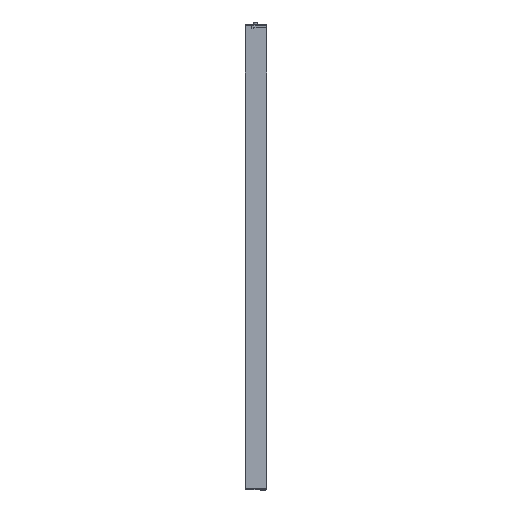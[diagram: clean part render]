
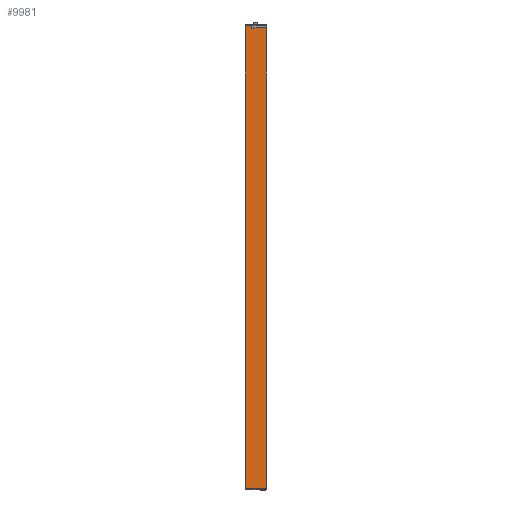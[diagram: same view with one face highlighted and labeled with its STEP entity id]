
A CAD part, left-side view. The second image highlights one B-rep face of the part: STEP entity #9981.
In plain terms, the highlighted planar face has unit normal (-1, 0, 0).
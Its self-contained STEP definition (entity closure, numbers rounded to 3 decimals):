
#957 = DIRECTION ( 'NONE',  ( 1., 0., 0. ) ) ;
#2268 = LINE ( 'NONE', #79036, #78401 ) ;
#2896 = DIRECTION ( 'NONE',  ( 0., 0., -1. ) ) ;
#5703 = LINE ( 'NONE', #36927, #61363 ) ;
#8805 = LINE ( 'NONE', #36196, #46231 ) ;
#9981 = ADVANCED_FACE ( 'NONE', ( #39320 ), #45245, .F. ) ;
#10058 = VERTEX_POINT ( 'NONE', #22001 ) ;
#10282 = ORIENTED_EDGE ( 'NONE', *, *, #74856, .T. ) ;
#11903 = EDGE_CURVE ( 'NONE', #45160, #12066, #5703, .T. ) ;
#12066 = VERTEX_POINT ( 'NONE', #57581 ) ;
#12497 = AXIS2_PLACEMENT_3D ( 'NONE', #38912, #957, #57505 ) ;
#15139 = ORIENTED_EDGE ( 'NONE', *, *, #23294, .F. ) ;
#16686 = DIRECTION ( 'NONE',  ( 0., -1., 0. ) ) ;
#22001 = CARTESIAN_POINT ( 'NONE',  ( -5.75, 0.2, 830. ) ) ;
#23294 = EDGE_CURVE ( 'NONE', #75838, #10058, #2268, .T. ) ;
#24501 = CARTESIAN_POINT ( 'NONE',  ( -5.75, 37.8, 0. ) ) ;
#32703 = CARTESIAN_POINT ( 'NONE',  ( -5.75, 0.2, 830. ) ) ;
#33131 = DIRECTION ( 'NONE',  ( 0., 0., 1. ) ) ;
#36196 = CARTESIAN_POINT ( 'NONE',  ( -5.75, 37.8, 830. ) ) ;
#36927 = CARTESIAN_POINT ( 'NONE',  ( -5.75, 0., 0. ) ) ;
#38912 = CARTESIAN_POINT ( 'NONE',  ( -5.75, 0., 830. ) ) ;
#39320 = FACE_OUTER_BOUND ( 'NONE', #62680, .T. ) ;
#45160 = VERTEX_POINT ( 'NONE', #24501 ) ;
#45245 = PLANE ( 'NONE',  #12497 ) ;
#46231 = VECTOR ( 'NONE', #2896, 1000. ) ;
#53729 = DIRECTION ( 'NONE',  ( 0., -1., 0. ) ) ;
#53844 = EDGE_CURVE ( 'NONE', #12066, #10058, #78244, .T. ) ;
#53868 = ORIENTED_EDGE ( 'NONE', *, *, #11903, .T. ) ;
#57505 = DIRECTION ( 'NONE',  ( 0., 1., 0. ) ) ;
#57581 = CARTESIAN_POINT ( 'NONE',  ( -5.75, 0.2, 0. ) ) ;
#61363 = VECTOR ( 'NONE', #16686, 1000. ) ;
#62680 = EDGE_LOOP ( 'NONE', ( #53868, #65120, #15139, #10282 ) ) ;
#65120 = ORIENTED_EDGE ( 'NONE', *, *, #53844, .T. ) ;
#66852 = VECTOR ( 'NONE', #33131, 1000. ) ;
#69498 = CARTESIAN_POINT ( 'NONE',  ( -5.75, 37.8, 830. ) ) ;
#74856 = EDGE_CURVE ( 'NONE', #75838, #45160, #8805, .T. ) ;
#75838 = VERTEX_POINT ( 'NONE', #69498 ) ;
#78244 = LINE ( 'NONE', #32703, #66852 ) ;
#78401 = VECTOR ( 'NONE', #53729, 1000. ) ;
#79036 = CARTESIAN_POINT ( 'NONE',  ( -5.75, 0., 830. ) ) ;
